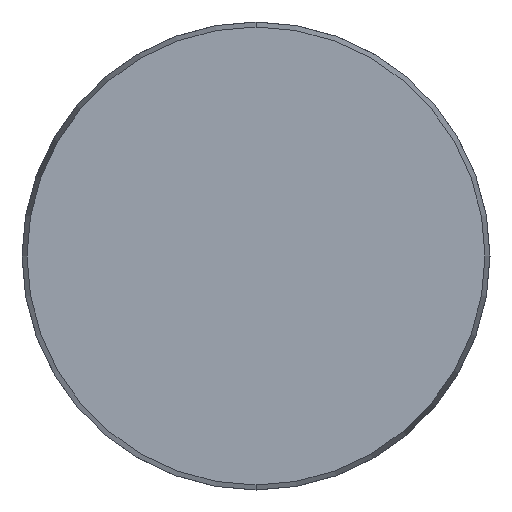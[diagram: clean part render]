
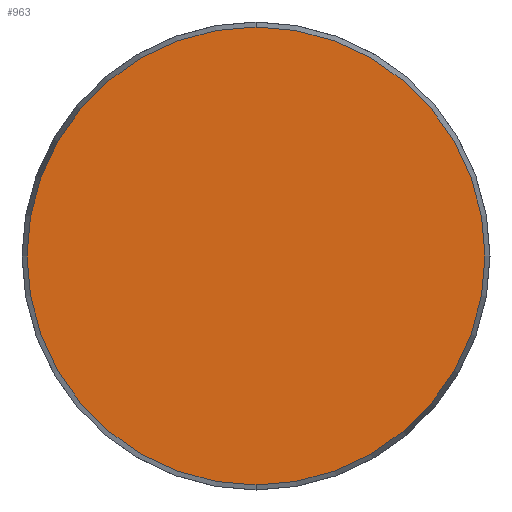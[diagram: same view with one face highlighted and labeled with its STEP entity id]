
A CAD part, front view. The second image highlights one B-rep face of the part: STEP entity #963.
In plain terms, the highlighted planar face has unit normal (0, -1, 0).
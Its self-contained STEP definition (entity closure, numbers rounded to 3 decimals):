
#25 = AXIS2_PLACEMENT_3D ( 'NONE', #979, #267, #972 ) ;
#173 = EDGE_CURVE ( 'NONE', #290, #823, #1106, .T. ) ;
#234 = EDGE_CURVE ( 'NONE', #823, #290, #368, .T. ) ;
#267 = DIRECTION ( 'NONE',  ( 0., 1., 0. ) ) ;
#290 = VERTEX_POINT ( 'NONE', #341 ) ;
#327 = AXIS2_PLACEMENT_3D ( 'NONE', #1236, #1022, #1017 ) ;
#341 = CARTESIAN_POINT ( 'NONE',  ( 0., 0., 39.143 ) ) ;
#352 = FACE_OUTER_BOUND ( 'NONE', #1216, .T. ) ;
#368 = CIRCLE ( 'NONE', #999, 39.143 ) ;
#417 = CARTESIAN_POINT ( 'NONE',  ( 0., 0., 0. ) ) ;
#637 = CARTESIAN_POINT ( 'NONE',  ( 0., 0., -39.143 ) ) ;
#806 = ORIENTED_EDGE ( 'NONE', *, *, #173, .T. ) ;
#823 = VERTEX_POINT ( 'NONE', #637 ) ;
#840 = ORIENTED_EDGE ( 'NONE', *, *, #234, .T. ) ;
#876 = PLANE ( 'NONE',  #25 ) ;
#954 = DIRECTION ( 'NONE',  ( 0., 0., -1. ) ) ;
#963 = ADVANCED_FACE ( 'NONE', ( #352 ), #876, .F. ) ;
#972 = DIRECTION ( 'NONE',  ( 0., 0., 1. ) ) ;
#979 = CARTESIAN_POINT ( 'NONE',  ( -39.143, 0., 0. ) ) ;
#999 = AXIS2_PLACEMENT_3D ( 'NONE', #417, #1175, #954 ) ;
#1017 = DIRECTION ( 'NONE',  ( 0., 0., -1. ) ) ;
#1022 = DIRECTION ( 'NONE',  ( 0., -1., 0. ) ) ;
#1106 = CIRCLE ( 'NONE', #327, 39.143 ) ;
#1175 = DIRECTION ( 'NONE',  ( 0., -1., 0. ) ) ;
#1216 = EDGE_LOOP ( 'NONE', ( #806, #840 ) ) ;
#1236 = CARTESIAN_POINT ( 'NONE',  ( 0., 0., 0. ) ) ;
